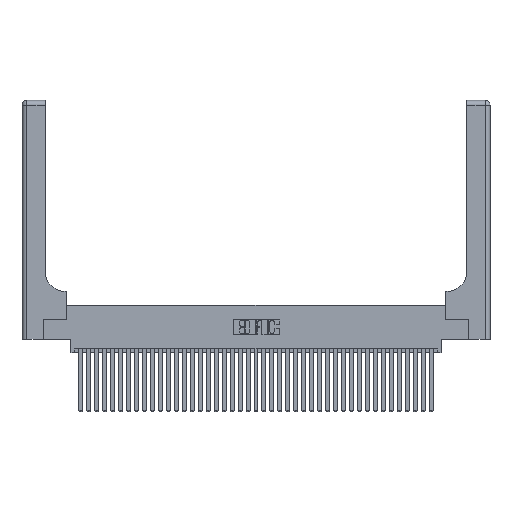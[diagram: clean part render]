
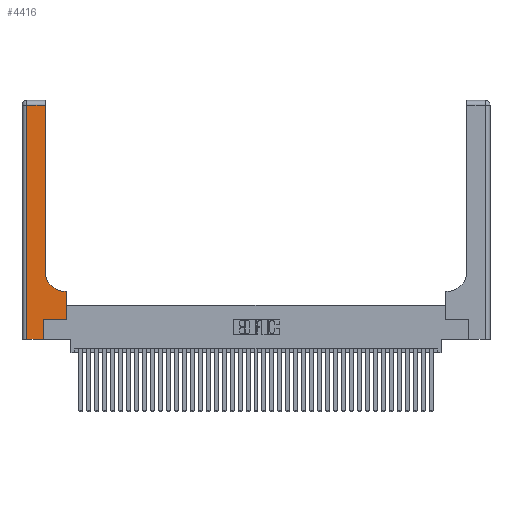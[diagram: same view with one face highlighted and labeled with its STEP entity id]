
A CAD part, top view. The second image highlights one B-rep face of the part: STEP entity #4416.
In plain terms, the highlighted planar face has unit normal (0, 0, 1).
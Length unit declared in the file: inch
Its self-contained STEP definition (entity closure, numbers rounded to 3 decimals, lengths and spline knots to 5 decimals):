
#748 = CARTESIAN_POINT ( 'NONE',  ( 0.06, 3., 0.37 ) ) ;
#1383 = LINE ( 'NONE', #25993, #6204 ) ;
#1445 = PLANE ( 'NONE',  #22784 ) ;
#3065 = VERTEX_POINT ( 'NONE', #31551 ) ;
#4356 = LINE ( 'NONE', #18546, #36802 ) ;
#4416 = ADVANCED_FACE ( 'NONE', ( #11812 ), #1445, .F. ) ;
#4781 = DIRECTION ( 'NONE',  ( 0., 0., -1. ) ) ;
#5318 = DIRECTION ( 'NONE',  ( -1., 0., 0. ) ) ;
#5476 = VERTEX_POINT ( 'NONE', #19470 ) ;
#5803 = VERTEX_POINT ( 'NONE', #11931 ) ;
#6204 = VECTOR ( 'NONE', #38295, 39.37008 ) ;
#7685 = VECTOR ( 'NONE', #23686, 39.37008 ) ;
#7907 = ORIENTED_EDGE ( 'NONE', *, *, #32280, .T. ) ;
#8711 = VERTEX_POINT ( 'NONE', #16629 ) ;
#9368 = LINE ( 'NONE', #9870, #30216 ) ;
#9499 = CARTESIAN_POINT ( 'NONE',  ( 0.2915, 0.85, 0.37 ) ) ;
#9870 = CARTESIAN_POINT ( 'NONE',  ( 0.269, 0.25, 0.37 ) ) ;
#10798 = CARTESIAN_POINT ( 'NONE',  ( 0.06, 2.94, 0.37 ) ) ;
#11158 = EDGE_CURVE ( 'NONE', #5803, #32739, #14321, .T. ) ;
#11581 = ORIENTED_EDGE ( 'NONE', *, *, #16352, .T. ) ;
#11812 = FACE_OUTER_BOUND ( 'NONE', #28741, .T. ) ;
#11920 = EDGE_CURVE ( 'NONE', #3065, #28849, #13247, .T. ) ;
#11931 = CARTESIAN_POINT ( 'NONE',  ( 0.269, 0., 0.37 ) ) ;
#13247 = LINE ( 'NONE', #17389, #36988 ) ;
#13339 = VERTEX_POINT ( 'NONE', #27300 ) ;
#13437 = LINE ( 'NONE', #748, #14931 ) ;
#14321 = LINE ( 'NONE', #39119, #33681 ) ;
#14931 = VECTOR ( 'NONE', #19696, 39.37008 ) ;
#15033 = CARTESIAN_POINT ( 'NONE',  ( 0.5585, 0.25, 0.37 ) ) ;
#16352 = EDGE_CURVE ( 'NONE', #18945, #5476, #4356, .T. ) ;
#16629 = CARTESIAN_POINT ( 'NONE',  ( 0.06, 0., 0.37 ) ) ;
#16778 = CARTESIAN_POINT ( 'NONE',  ( 0.5415, 0.85, 0.37 ) ) ;
#16942 = DIRECTION ( 'NONE',  ( -1., 0., 0. ) ) ;
#17259 = DIRECTION ( 'NONE',  ( 0., 1., 0. ) ) ;
#17389 = CARTESIAN_POINT ( 'NONE',  ( 0., 2.94, 0.37 ) ) ;
#17648 = EDGE_CURVE ( 'NONE', #13339, #39631, #36717, .T. ) ;
#18546 = CARTESIAN_POINT ( 'NONE',  ( 0.5585, 0.25, 0.37 ) ) ;
#18945 = VERTEX_POINT ( 'NONE', #15033 ) ;
#19062 = DIRECTION ( 'NONE',  ( 0., 1., 0. ) ) ;
#19129 = ORIENTED_EDGE ( 'NONE', *, *, #11920, .T. ) ;
#19470 = CARTESIAN_POINT ( 'NONE',  ( 0.5585, 0.6, 0.37 ) ) ;
#19696 = DIRECTION ( 'NONE',  ( 0., -1., 0. ) ) ;
#19739 = LINE ( 'NONE', #32512, #38651 ) ;
#20415 = AXIS2_PLACEMENT_3D ( 'NONE', #16778, #25728, #28992 ) ;
#20620 = ORIENTED_EDGE ( 'NONE', *, *, #24834, .T. ) ;
#22784 = AXIS2_PLACEMENT_3D ( 'NONE', #38767, #4781, #5318 ) ;
#23204 = LINE ( 'NONE', #26941, #7685 ) ;
#23686 = DIRECTION ( 'NONE',  ( 1., 0., 0. ) ) ;
#24834 = EDGE_CURVE ( 'NONE', #8711, #5803, #23204, .T. ) ;
#25728 = DIRECTION ( 'NONE',  ( 0., 0., -1. ) ) ;
#25825 = ORIENTED_EDGE ( 'NONE', *, *, #39856, .T. ) ;
#25993 = CARTESIAN_POINT ( 'NONE',  ( 0.2915, 0.6, 0.37 ) ) ;
#26550 = DIRECTION ( 'NONE',  ( 0., 1., 0. ) ) ;
#26941 = CARTESIAN_POINT ( 'NONE',  ( 0., 0., 0.37 ) ) ;
#27285 = ORIENTED_EDGE ( 'NONE', *, *, #11158, .T. ) ;
#27300 = CARTESIAN_POINT ( 'NONE',  ( 0.5415, 0.6, 0.37 ) ) ;
#28741 = EDGE_LOOP ( 'NONE', ( #7907, #19129, #34009, #20620, #27285, #37965, #11581, #25825, #35093 ) ) ;
#28849 = VERTEX_POINT ( 'NONE', #10798 ) ;
#28992 = DIRECTION ( 'NONE',  ( 1., 0., 0. ) ) ;
#30216 = VECTOR ( 'NONE', #31489, 39.37008 ) ;
#31489 = DIRECTION ( 'NONE',  ( 1., 0., 0. ) ) ;
#31551 = CARTESIAN_POINT ( 'NONE',  ( 0.2915, 2.94, 0.37 ) ) ;
#32250 = EDGE_CURVE ( 'NONE', #28849, #8711, #13437, .T. ) ;
#32280 = EDGE_CURVE ( 'NONE', #39631, #3065, #19739, .T. ) ;
#32512 = CARTESIAN_POINT ( 'NONE',  ( 0.2915, 3., 0.37 ) ) ;
#32739 = VERTEX_POINT ( 'NONE', #37245 ) ;
#33681 = VECTOR ( 'NONE', #26550, 39.37008 ) ;
#34009 = ORIENTED_EDGE ( 'NONE', *, *, #32250, .T. ) ;
#34619 = EDGE_CURVE ( 'NONE', #32739, #18945, #9368, .T. ) ;
#35093 = ORIENTED_EDGE ( 'NONE', *, *, #17648, .T. ) ;
#36717 = CIRCLE ( 'NONE', #20415, 0.25 ) ;
#36802 = VECTOR ( 'NONE', #19062, 39.37008 ) ;
#36988 = VECTOR ( 'NONE', #16942, 39.37008 ) ;
#37245 = CARTESIAN_POINT ( 'NONE',  ( 0.269, 0.25, 0.37 ) ) ;
#37965 = ORIENTED_EDGE ( 'NONE', *, *, #34619, .T. ) ;
#38295 = DIRECTION ( 'NONE',  ( -1., 0., 0. ) ) ;
#38651 = VECTOR ( 'NONE', #17259, 39.37008 ) ;
#38767 = CARTESIAN_POINT ( 'NONE',  ( 0., 3., 0.37 ) ) ;
#39119 = CARTESIAN_POINT ( 'NONE',  ( 0.269, 0., 0.37 ) ) ;
#39631 = VERTEX_POINT ( 'NONE', #9499 ) ;
#39856 = EDGE_CURVE ( 'NONE', #5476, #13339, #1383, .T. ) ;
